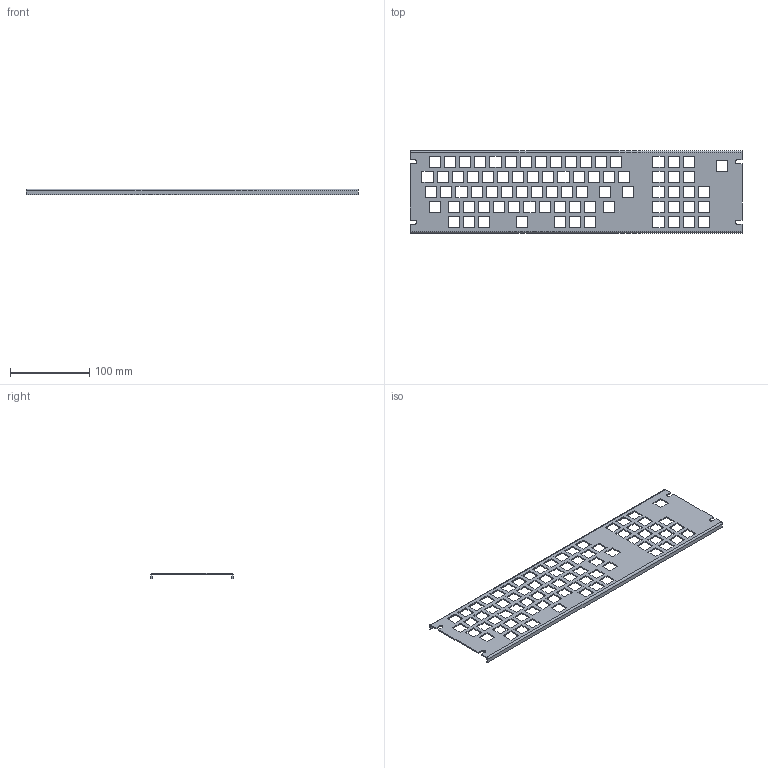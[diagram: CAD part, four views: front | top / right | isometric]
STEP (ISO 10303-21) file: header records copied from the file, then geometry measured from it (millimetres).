
FILE_DESCRIPTION (( 'STEP AP203' ), '1' );
FILE_NAME ('trs804kb-15-1095-725-noholes.STEP', '2023-11-18T04:35:26', ( '' ), ( '' ), 'SwSTEP 2.0', 'SolidWorks 2022', '' );
FILE_SCHEMA (( 'CONFIG_CONTROL_DESIGN' ));
Length unit declared in the file: millimetre
Products named in the file (1): trs804kb-15-1095-725-noholes
Bounding box: 418.68 x 103.7 x 7.25 mm (x, y, z)
Volume: 48369.7 mm3; surface area: 72734.1 mm2
Topology: 1 solids, 1 shells, 786 faces, 2336 edges, 1552 vertices
Faces by surface type: plane 782, cylinder 4
Entity records: 26149 total; most frequent: CARTESIAN_POINT 4675, ORIENTED_EDGE 4672, DIRECTION 3918, EDGE_CURVE 2336, LINE 2328, VECTOR 2328, VERTEX_POINT 1552, EDGE_LOOP 942
